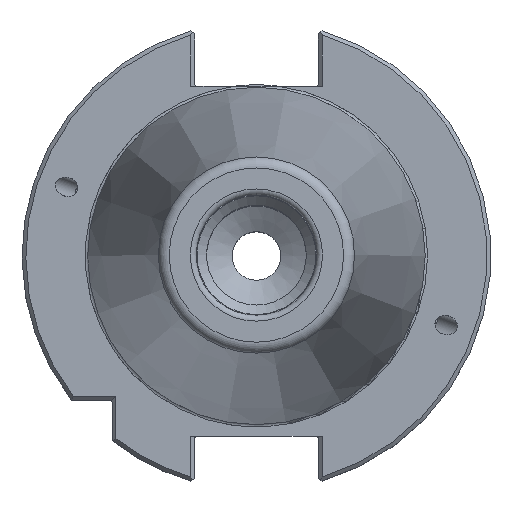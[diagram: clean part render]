
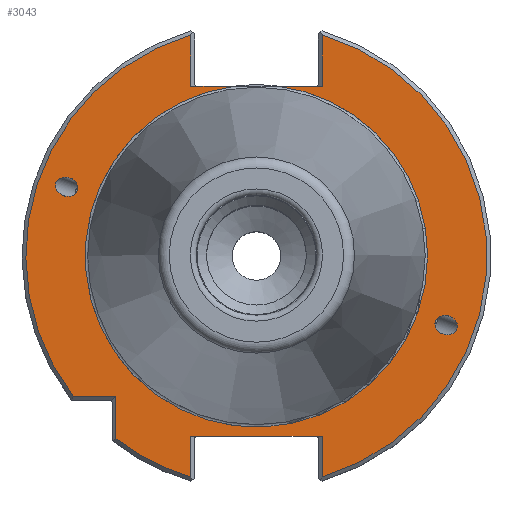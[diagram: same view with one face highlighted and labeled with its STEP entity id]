
A CAD part, top view. The second image highlights one B-rep face of the part: STEP entity #3043.
In plain terms, the highlighted planar face has unit normal (0, 0, 1).
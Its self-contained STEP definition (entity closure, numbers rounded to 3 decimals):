
#20=ELLIPSE('',#3210,2.381,1.95);
#23=ELLIPSE('',#3223,2.381,1.95);
#60=LINE('',#4479,#160);
#64=LINE('',#4495,#164);
#76=LINE('',#4651,#176);
#81=LINE('',#4665,#181);
#102=LINE('',#4731,#202);
#103=LINE('',#4733,#203);
#104=LINE('',#4735,#204);
#105=LINE('',#4736,#205);
#106=LINE('',#4737,#206);
#160=VECTOR('',#3619,1000.);
#164=VECTOR('',#3629,1000.);
#176=VECTOR('',#3725,1000.);
#181=VECTOR('',#3736,1000.);
#202=VECTOR('',#3795,1000.);
#203=VECTOR('',#3798,1000.);
#204=VECTOR('',#3799,1000.);
#205=VECTOR('',#3800,1000.);
#206=VECTOR('',#3801,1000.);
#265=PLANE('',#3279);
#397=CIRCLE('',#3216,47.95);
#399=CIRCLE('',#3219,35.591);
#400=CIRCLE('',#3221,47.95);
#401=CIRCLE('',#3225,47.95);
#833=ORIENTED_EDGE('',*,*,#1153,.F.);
#834=ORIENTED_EDGE('',*,*,#1152,.T.);
#835=ORIENTED_EDGE('',*,*,#1233,.T.);
#836=ORIENTED_EDGE('',*,*,#1234,.F.);
#837=ORIENTED_EDGE('',*,*,#1235,.T.);
#838=ORIENTED_EDGE('',*,*,#1155,.T.);
#839=ORIENTED_EDGE('',*,*,#1203,.T.);
#840=ORIENTED_EDGE('',*,*,#1236,.F.);
#841=ORIENTED_EDGE('',*,*,#1150,.F.);
#842=ORIENTED_EDGE('',*,*,#1237,.F.);
#843=ORIENTED_EDGE('',*,*,#1196,.T.);
#844=ORIENTED_EDGE('',*,*,#1147,.T.);
#845=ORIENTED_EDGE('',*,*,#1146,.T.);
#846=ORIENTED_EDGE('',*,*,#1139,.T.);
#847=ORIENTED_EDGE('',*,*,#1137,.F.);
#1137=EDGE_CURVE('',#1406,#1406,#20,.T.);
#1139=EDGE_CURVE('',#1408,#1407,#60,.T.);
#1146=EDGE_CURVE('',#1411,#1408,#64,.T.);
#1147=EDGE_CURVE('',#1413,#1411,#397,.T.);
#1150=EDGE_CURVE('',#1415,#1414,#399,.T.);
#1152=EDGE_CURVE('',#1407,#1416,#400,.T.);
#1153=EDGE_CURVE('',#1417,#1417,#23,.T.);
#1155=EDGE_CURVE('',#1420,#1419,#401,.T.);
#1196=EDGE_CURVE('',#1443,#1413,#76,.T.);
#1203=EDGE_CURVE('',#1419,#1448,#81,.T.);
#1233=EDGE_CURVE('',#1416,#1466,#102,.T.);
#1234=EDGE_CURVE('',#1467,#1466,#103,.T.);
#1235=EDGE_CURVE('',#1467,#1420,#104,.T.);
#1236=EDGE_CURVE('',#1414,#1448,#105,.T.);
#1237=EDGE_CURVE('',#1443,#1415,#106,.T.);
#1406=VERTEX_POINT('',#4472);
#1407=VERTEX_POINT('',#4478);
#1408=VERTEX_POINT('',#4480);
#1411=VERTEX_POINT('',#4491);
#1413=VERTEX_POINT('',#4498);
#1414=VERTEX_POINT('',#4505);
#1415=VERTEX_POINT('',#4506);
#1416=VERTEX_POINT('',#4513);
#1417=VERTEX_POINT('',#4517);
#1419=VERTEX_POINT('',#4524);
#1420=VERTEX_POINT('',#4526);
#1443=VERTEX_POINT('',#4652);
#1448=VERTEX_POINT('',#4664);
#1466=VERTEX_POINT('',#4730);
#1467=VERTEX_POINT('',#4734);
#1723=EDGE_LOOP('',(#833));
#1724=EDGE_LOOP('',(#834,#835,#836,#837,#838,#839,#840,#841,#842,#843,#844,
#845,#846));
#1725=EDGE_LOOP('',(#847));
#1922=FACE_BOUND('',#1723,.T.);
#1923=FACE_BOUND('',#1724,.T.);
#1924=FACE_BOUND('',#1725,.T.);
#3043=ADVANCED_FACE('',(#1922,#1923,#1924),#265,.T.);
#3210=AXIS2_PLACEMENT_3D('',#4471,#3615,#3616);
#3216=AXIS2_PLACEMENT_3D('',#4497,#3632,#3633);
#3219=AXIS2_PLACEMENT_3D('',#4507,#3638,#3639);
#3221=AXIS2_PLACEMENT_3D('',#4514,#3642,#3643);
#3223=AXIS2_PLACEMENT_3D('',#4516,#3646,#3647);
#3225=AXIS2_PLACEMENT_3D('',#4525,#3650,#3651);
#3279=AXIS2_PLACEMENT_3D('',#4732,#3796,#3797);
#3615=DIRECTION('',(0.,0.,1.));
#3616=DIRECTION('',(-0.94,0.342,0.));
#3619=DIRECTION('',(0.,-1.,0.));
#3629=DIRECTION('',(1.,0.,0.));
#3632=DIRECTION('',(0.,0.,1.));
#3633=DIRECTION('',(1.,0.,0.));
#3638=DIRECTION('',(0.,0.,1.));
#3639=DIRECTION('',(1.,0.,0.));
#3642=DIRECTION('',(0.,0.,1.));
#3643=DIRECTION('',(1.,0.,0.));
#3646=DIRECTION('',(0.,0.,1.));
#3647=DIRECTION('',(0.94,-0.342,0.));
#3650=DIRECTION('',(0.,0.,1.));
#3651=DIRECTION('',(1.,0.,0.));
#3725=DIRECTION('',(0.,1.,0.));
#3736=DIRECTION('',(0.,-1.,0.));
#3795=DIRECTION('',(0.,1.,0.));
#3796=DIRECTION('',(0.,0.,1.));
#3797=DIRECTION('',(1.,0.,0.));
#3798=DIRECTION('',(-1.,0.,0.));
#3799=DIRECTION('',(0.,-1.,0.));
#3800=DIRECTION('',(1.,0.,0.));
#3801=DIRECTION('',(1.,0.,0.));
#4471=CARTESIAN_POINT('',(39.467,-14.365,-3.2));
#4472=CARTESIAN_POINT('',(37.23,-13.551,-3.2));
#4478=CARTESIAN_POINT('',(-29.2,-38.034,-3.2));
#4479=CARTESIAN_POINT('',(-29.2,-38.616,-3.2));
#4480=CARTESIAN_POINT('',(-29.2,-29.2,-3.2));
#4491=CARTESIAN_POINT('',(-38.034,-29.2,-3.2));
#4495=CARTESIAN_POINT('',(-30.,-29.2,-3.2));
#4497=CARTESIAN_POINT('',(0.,0.,-3.2));
#4498=CARTESIAN_POINT('',(-13.65,45.966,-3.2));
#4505=CARTESIAN_POINT('',(4.543,35.3,-3.2));
#4506=CARTESIAN_POINT('',(-4.543,35.3,-3.2));
#4507=CARTESIAN_POINT('',(0.,0.,-3.2));
#4513=CARTESIAN_POINT('',(-13.65,-45.966,-3.2));
#4514=CARTESIAN_POINT('',(0.,0.,-3.2));
#4516=CARTESIAN_POINT('',(-39.467,14.365,-3.2));
#4517=CARTESIAN_POINT('',(-37.23,13.551,-3.2));
#4524=CARTESIAN_POINT('',(13.65,45.966,-3.2));
#4525=CARTESIAN_POINT('',(0.,0.,-3.2));
#4526=CARTESIAN_POINT('',(13.65,-45.966,-3.2));
#4651=CARTESIAN_POINT('',(-13.65,47.181,-3.2));
#4652=CARTESIAN_POINT('',(-13.65,35.3,-3.2));
#4664=CARTESIAN_POINT('',(13.65,35.3,-3.2));
#4665=CARTESIAN_POINT('',(13.65,35.3,-3.2));
#4730=CARTESIAN_POINT('',(-13.65,-37.5,-3.2));
#4731=CARTESIAN_POINT('',(-13.65,-37.5,-3.2));
#4732=CARTESIAN_POINT('',(35.591,0.,-3.2));
#4733=CARTESIAN_POINT('',(12.85,-37.5,-3.2));
#4734=CARTESIAN_POINT('',(13.65,-37.5,-3.2));
#4735=CARTESIAN_POINT('',(13.65,-47.181,-3.2));
#4736=CARTESIAN_POINT('',(-12.85,35.3,-3.2));
#4737=CARTESIAN_POINT('',(-12.85,35.3,-3.2));
